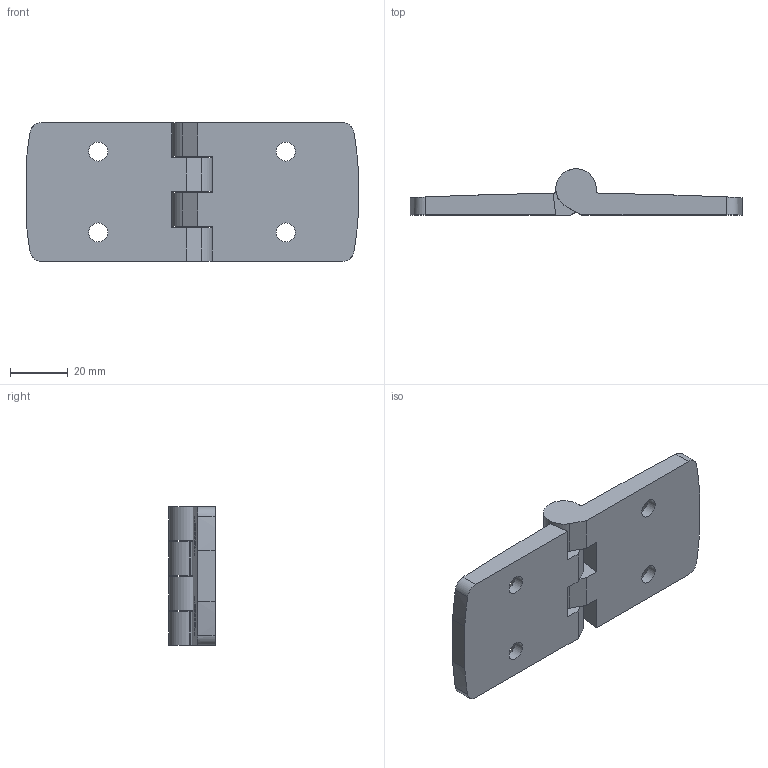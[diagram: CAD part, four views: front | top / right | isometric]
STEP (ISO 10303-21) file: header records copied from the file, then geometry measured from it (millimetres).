
FILE_DESCRIPTION( ( 'STEP AP214' ), '1' );
FILE_NAME( 'K0580.603333_0.stp', '2020-12-09T08:52:47', ( '' ), ( '' ), ' ', 'PARTsolutions', ' ' );
FILE_SCHEMA( ( 'AUTOMOTIVE_DESIGN { 1 0 10303 214 1 1 1 1 }' ) );
Length unit declared in the file: millimetre
Products named in the file (1): _K0580.603333_0
Bounding box: 115 x 15.99 x 48 mm (x, y, z)
Volume: 39659.9 mm3; surface area: 15243.6 mm2
Topology: 1 solids, 1 shells, 55 faces, 153 edges, 102 vertices
Faces by surface type: plane 26, cylinder 25, cone 4
Full cylindrical faces by diameter (mm): 6 x3, 6.6 x4
Entity records: 2554 total; most frequent: CARTESIAN_POINT 706, DIRECTION 286, ORIENTED_EDGE 276, EDGE_CURVE 138, AXIS2_PLACEMENT_3D 104, VERTEX_POINT 98, EDGE_LOOP 80, LINE 78
